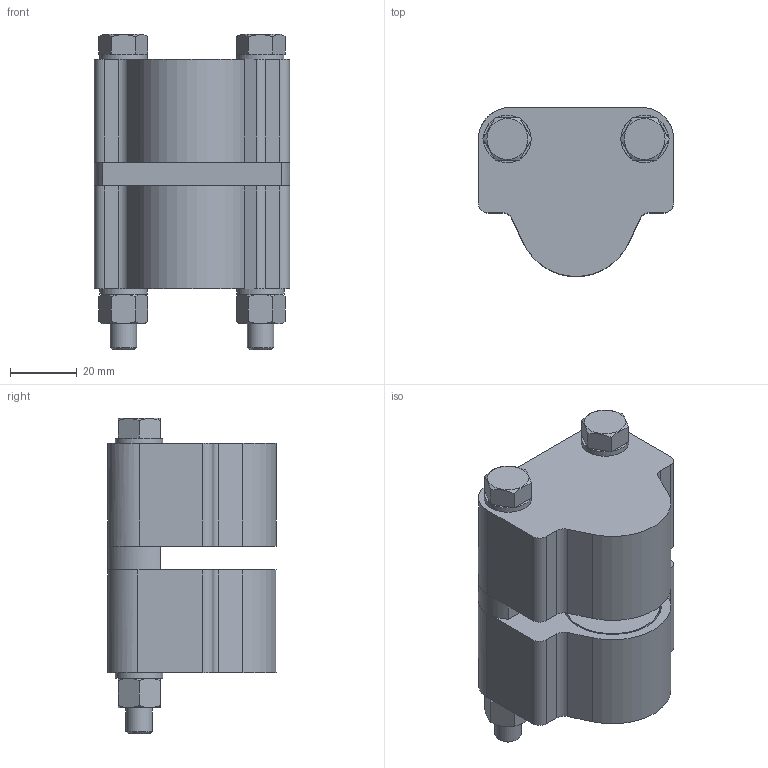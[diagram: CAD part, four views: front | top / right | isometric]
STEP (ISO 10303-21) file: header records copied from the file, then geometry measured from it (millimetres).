
FILE_DESCRIPTION (( 'STEP AP203' ), '1' );
FILE_NAME ('07010000_07010000-475087-1.step', '2024-11-15T15:02:52', ( '' ), ( '' ), 'SwSTEP 2.0', 'SolidWorks 2024', '' );
FILE_SCHEMA (( 'CONFIG_CONTROL_DESIGN' ));
Length unit declared in the file: inch
Products named in the file (2): Base_07010000_07010000-475087-1; 07010000_07010000-475087-1
Assembly tree (1 placements, depth 2):
  07010000_07010000-475087-1
    Base_07010000_07010000-475087-1
Bounding box: 58.75 x 50.73 x 94.87 mm (x, y, z)
Volume: 157094.8 mm3; surface area: 25210.1 mm2
Topology: 1 solids, 9 shells, 199 faces, 435 edges, 273 vertices
Faces by surface type: plane 115, cylinder 51, cone 33
Full cylindrical faces by diameter (mm): 2.388 x1, 6.756 x2, 7.938 x8, 8.331 x6, 8.433 x2, 10.287 x2, 14.275 x4, 28.321 x2
Entity records: 5652 total; most frequent: CARTESIAN_POINT 1277, DIRECTION 904, ORIENTED_EDGE 772, EDGE_CURVE 386, AXIS2_PLACEMENT_3D 375, EDGE_LOOP 266, VERTEX_POINT 260, FACE_OUTER_BOUND 226
